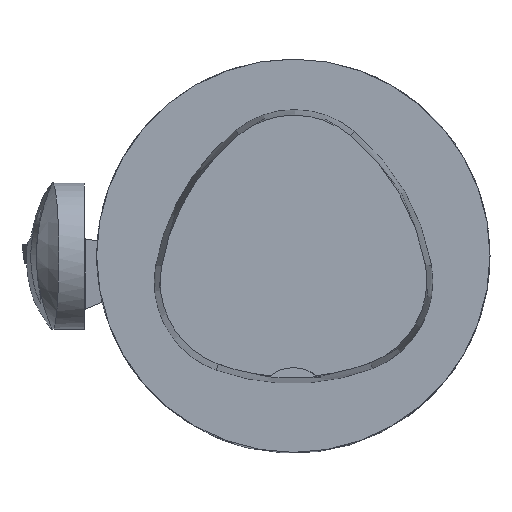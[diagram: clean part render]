
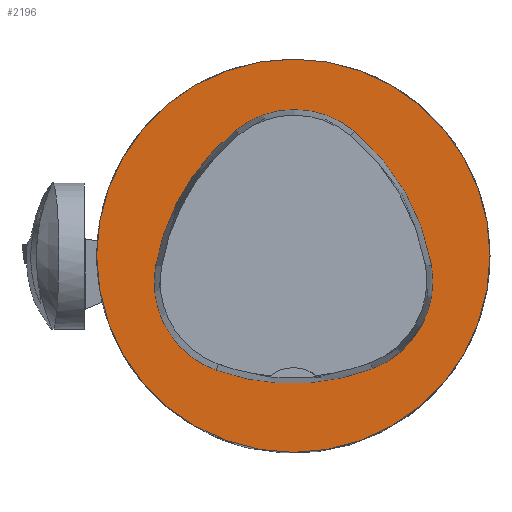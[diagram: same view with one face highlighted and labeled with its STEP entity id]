
A CAD part, top view. The second image highlights one B-rep face of the part: STEP entity #2196.
In plain terms, the highlighted planar face has unit normal (0, 0, 1).
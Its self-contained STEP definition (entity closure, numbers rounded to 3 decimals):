
#1832=FACE_BOUND('',#3260,.T.);
#1833=FACE_BOUND('',#3261,.T.);
#2196=ADVANCED_FACE('',(#1832,#1833),#2526,.T.);
#2526=PLANE('',#7720);
#3260=EDGE_LOOP('',(#5070,#5071,#5072,#5073,#5074,#5075));
#3261=EDGE_LOOP('',(#5076));
#5070=ORIENTED_EDGE('',*,*,#6846,.T.);
#5071=ORIENTED_EDGE('',*,*,#6844,.T.);
#5072=ORIENTED_EDGE('',*,*,#6842,.T.);
#5073=ORIENTED_EDGE('',*,*,#6840,.T.);
#5074=ORIENTED_EDGE('',*,*,#6838,.T.);
#5075=ORIENTED_EDGE('',*,*,#6836,.T.);
#5076=ORIENTED_EDGE('',*,*,#6012,.F.);
#5344=VERTEX_POINT('',#9922);
#5886=VERTEX_POINT('',#11941);
#5887=VERTEX_POINT('',#11943);
#5888=VERTEX_POINT('',#11947);
#5889=VERTEX_POINT('',#11951);
#5890=VERTEX_POINT('',#11955);
#5891=VERTEX_POINT('',#11959);
#6012=EDGE_CURVE('',#5344,#5344,#6963,.T.);
#6836=EDGE_CURVE('',#5887,#5886,#7093,.T.);
#6838=EDGE_CURVE('',#5888,#5887,#7094,.T.);
#6840=EDGE_CURVE('',#5889,#5888,#7095,.T.);
#6842=EDGE_CURVE('',#5890,#5889,#7096,.T.);
#6844=EDGE_CURVE('',#5891,#5890,#7097,.T.);
#6846=EDGE_CURVE('',#5886,#5891,#7098,.T.);
#6963=CIRCLE('',#7253,31.5);
#7093=CIRCLE('',#7708,36.);
#7094=CIRCLE('',#7710,15.);
#7095=CIRCLE('',#7712,36.);
#7096=CIRCLE('',#7714,15.);
#7097=CIRCLE('',#7716,36.);
#7098=CIRCLE('',#7718,15.);
#7253=AXIS2_PLACEMENT_3D('',#9921,#7891,#7892);
#7708=AXIS2_PLACEMENT_3D('',#11942,#9407,#9408);
#7710=AXIS2_PLACEMENT_3D('',#11946,#9412,#9413);
#7712=AXIS2_PLACEMENT_3D('',#11950,#9417,#9418);
#7714=AXIS2_PLACEMENT_3D('',#11954,#9422,#9423);
#7716=AXIS2_PLACEMENT_3D('',#11958,#9427,#9428);
#7718=AXIS2_PLACEMENT_3D('',#11962,#9432,#9433);
#7720=AXIS2_PLACEMENT_3D('',#11964,#9436,#9437);
#7891=DIRECTION('',(0.,0.,-1.));
#7892=DIRECTION('',(1.,0.,0.));
#9407=DIRECTION('',(0.,0.,-1.));
#9408=DIRECTION('',(-1.,0.,0.));
#9412=DIRECTION('',(0.,0.,-1.));
#9413=DIRECTION('',(-1.,0.,0.));
#9417=DIRECTION('',(0.,0.,-1.));
#9418=DIRECTION('',(-1.,0.,0.));
#9422=DIRECTION('',(0.,0.,-1.));
#9423=DIRECTION('',(-1.,0.,0.));
#9427=DIRECTION('',(0.,0.,-1.));
#9428=DIRECTION('',(-1.,0.,0.));
#9432=DIRECTION('',(0.,0.,-1.));
#9433=DIRECTION('',(-1.,0.,0.));
#9436=DIRECTION('',(0.,0.,1.));
#9437=DIRECTION('',(1.,0.,0.));
#9921=CARTESIAN_POINT('',(0.,0.,0.));
#9922=CARTESIAN_POINT('',(31.5,0.,0.));
#11941=CARTESIAN_POINT('',(-12.373,-18.307,0.));
#11942=CARTESIAN_POINT('',(-0.137,15.55,0.));
#11943=CARTESIAN_POINT('',(12.693,-18.087,0.));
#11946=CARTESIAN_POINT('',(7.347,-4.071,0.));
#11947=CARTESIAN_POINT('',(22.122,-1.48,0.));
#11950=CARTESIAN_POINT('',(-13.337,-7.7,0.));
#11951=CARTESIAN_POINT('',(9.779,19.898,0.));
#11954=CARTESIAN_POINT('',(0.148,8.399,0.));
#11955=CARTESIAN_POINT('',(-9.317,20.036,0.));
#11958=CARTESIAN_POINT('',(13.398,-7.893,0.));
#11959=CARTESIAN_POINT('',(-22.041,-1.562,0.));
#11962=CARTESIAN_POINT('',(-7.275,-4.2,0.));
#11964=CARTESIAN_POINT('',(0.,0.,0.));
